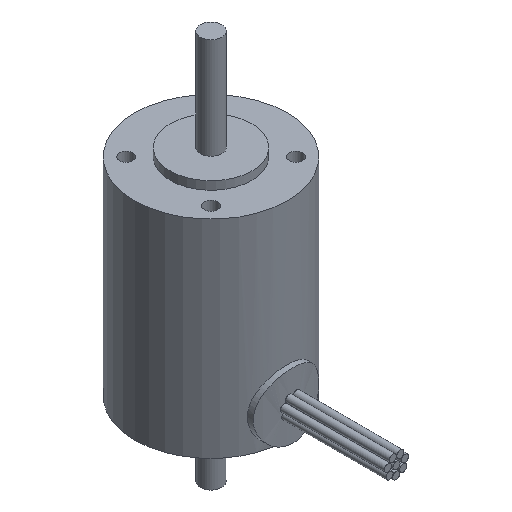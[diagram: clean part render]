
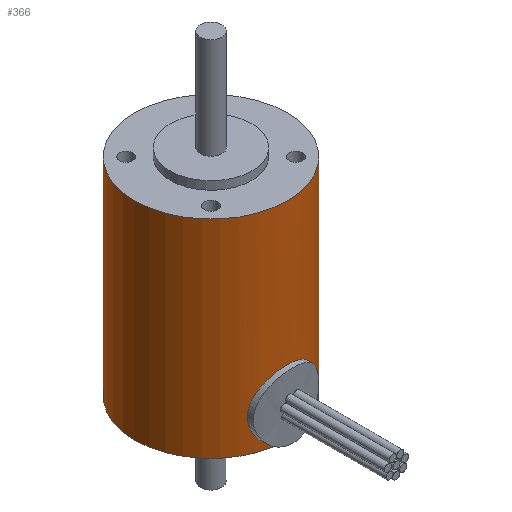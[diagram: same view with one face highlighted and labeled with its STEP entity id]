
A CAD part, isometric view. The second image highlights one B-rep face of the part: STEP entity #366.
In plain terms, the highlighted cylindrical face has radius 14 mm (diameter 28 mm), a full revolution.
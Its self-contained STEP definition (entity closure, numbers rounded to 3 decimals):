
#272=CARTESIAN_POINT('',(0.,0.,0.0));
#273=DIRECTION('',(0.,0.,1.0));
#274=DIRECTION('',(-1.0,0.0,0.0));
#275=AXIS2_PLACEMENT_3D('',#272,#273,#274);
#276=CYLINDRICAL_SURFACE('',#275,14.);
#277=CARTESIAN_POINT('',(14.,0.,0.));
#278=VERTEX_POINT('',#277);
#279=CARTESIAN_POINT('',(0.0,-14.,0.0));
#280=VERTEX_POINT('',#279);
#281=CARTESIAN_POINT('',(0.,0.,0.0));
#282=DIRECTION('',(0.0,0.0,-1.0));
#283=DIRECTION('',(-1.0,0.0,0.0));
#284=AXIS2_PLACEMENT_3D('',#281,#282,#283);
#285=CIRCLE('',#284,14.);
#286=EDGE_CURVE('',#278,#280,#285,.T.);
#287=ORIENTED_EDGE('',*,*,#286,.F.);
#288=CARTESIAN_POINT('',(0.,0.,0.0));
#289=DIRECTION('',(0.0,0.0,-1.0));
#290=DIRECTION('',(-1.0,0.0,0.0));
#291=AXIS2_PLACEMENT_3D('',#288,#289,#290);
#292=CIRCLE('',#291,14.);
#293=EDGE_CURVE('',#280,#278,#292,.T.);
#294=ORIENTED_EDGE('',*,*,#293,.F.);
#295=CARTESIAN_POINT('',(-6.,-12.649,6.));
#296=VERTEX_POINT('',#295);
#297=CARTESIAN_POINT('',(-6.,-12.649,6.));
#298=CARTESIAN_POINT('',(-6.,-12.649,5.235));
#299=CARTESIAN_POINT('',(-5.845,-12.726,4.428));
#300=CARTESIAN_POINT('',(-5.23,-12.991,2.953));
#301=CARTESIAN_POINT('',(-4.77,-13.174,2.285));
#302=CARTESIAN_POINT('',(-3.716,-13.509,1.23));
#303=CARTESIAN_POINT('',(-3.048,-13.685,0.77));
#304=CARTESIAN_POINT('',(-1.572,-13.932,0.155));
#305=CARTESIAN_POINT('',(-0.764,-14.,0.));
#306=CARTESIAN_POINT('',(0.,-14.,0.));
#307=B_SPLINE_CURVE_WITH_KNOTS('',3,(#297,#298,#299,#300,#301,#302,#303,#304,#305,#306),.UNSPECIFIED.,.F.,.U.,(4,2,2,2,4),(3.668,3.898,4.127,4.356,4.586),.UNSPECIFIED.);
#308=EDGE_CURVE('',#296,#280,#307,.T.);
#309=ORIENTED_EDGE('',*,*,#308,.F.);
#310=CARTESIAN_POINT('',(0.0,-14.,12.));
#311=VERTEX_POINT('',#310);
#312=CARTESIAN_POINT('',(0.,-14.0,12.));
#313=CARTESIAN_POINT('',(-0.764,-14.0,12.));
#314=CARTESIAN_POINT('',(-1.572,-13.932,11.845));
#315=CARTESIAN_POINT('',(-3.048,-13.685,11.23));
#316=CARTESIAN_POINT('',(-3.716,-13.509,10.77));
#317=CARTESIAN_POINT('',(-4.77,-13.174,9.715));
#318=CARTESIAN_POINT('',(-5.23,-12.991,9.047));
#319=CARTESIAN_POINT('',(-5.845,-12.726,7.572));
#320=CARTESIAN_POINT('',(-6.,-12.649,6.765));
#321=CARTESIAN_POINT('',(-6.,-12.649,6.));
#322=B_SPLINE_CURVE_WITH_KNOTS('',3,(#312,#313,#314,#315,#316,#317,#318,#319,#320,#321),.UNSPECIFIED.,.F.,.U.,(4,2,2,2,4),(2.751,2.98,3.21,3.439,3.668),.UNSPECIFIED.);
#323=EDGE_CURVE('',#311,#296,#322,.T.);
#324=ORIENTED_EDGE('',*,*,#323,.F.);
#325=CARTESIAN_POINT('',(6.,-12.649,6.));
#326=VERTEX_POINT('',#325);
#327=CARTESIAN_POINT('',(6.,-12.649,6.));
#328=CARTESIAN_POINT('',(6.,-12.649,6.765));
#329=CARTESIAN_POINT('',(5.845,-12.726,7.572));
#330=CARTESIAN_POINT('',(5.23,-12.991,9.047));
#331=CARTESIAN_POINT('',(4.77,-13.174,9.715));
#332=CARTESIAN_POINT('',(3.716,-13.509,10.77));
#333=CARTESIAN_POINT('',(3.048,-13.685,11.23));
#334=CARTESIAN_POINT('',(1.572,-13.932,11.845));
#335=CARTESIAN_POINT('',(0.764,-14.,12.));
#336=CARTESIAN_POINT('',(0.,-14.,12.));
#337=B_SPLINE_CURVE_WITH_KNOTS('',3,(#327,#328,#329,#330,#331,#332,#333,#334,#335,#336),.UNSPECIFIED.,.F.,.U.,(4,2,2,2,4),(3.668,3.898,4.127,4.356,4.586),.UNSPECIFIED.);
#338=EDGE_CURVE('',#326,#311,#337,.T.);
#339=ORIENTED_EDGE('',*,*,#338,.F.);
#340=CARTESIAN_POINT('',(0.,-14.,0.));
#341=CARTESIAN_POINT('',(0.764,-14.,0.));
#342=CARTESIAN_POINT('',(1.572,-13.932,0.155));
#343=CARTESIAN_POINT('',(3.048,-13.685,0.77));
#344=CARTESIAN_POINT('',(3.716,-13.509,1.23));
#345=CARTESIAN_POINT('',(4.77,-13.174,2.285));
#346=CARTESIAN_POINT('',(5.23,-12.991,2.953));
#347=CARTESIAN_POINT('',(5.845,-12.726,4.428));
#348=CARTESIAN_POINT('',(6.,-12.649,5.235));
#349=CARTESIAN_POINT('',(6.,-12.649,6.));
#350=B_SPLINE_CURVE_WITH_KNOTS('',3,(#340,#341,#342,#343,#344,#345,#346,#347,#348,#349),.UNSPECIFIED.,.F.,.U.,(4,2,2,2,4),(2.751,2.98,3.21,3.439,3.668),.UNSPECIFIED.);
#351=EDGE_CURVE('',#280,#326,#350,.T.);
#352=ORIENTED_EDGE('',*,*,#351,.F.);
#353=EDGE_LOOP('',(#287,#294,#309,#324,#339,#352));
#354=FACE_OUTER_BOUND('',#353,.T.);
#355=CARTESIAN_POINT('',(14.,0.,38.0));
#356=VERTEX_POINT('',#355);
#357=CARTESIAN_POINT('',(0.,0.,38.0));
#358=DIRECTION('',(0.0,0.0,-1.0));
#359=DIRECTION('',(-1.0,0.0,0.0));
#360=AXIS2_PLACEMENT_3D('',#357,#358,#359);
#361=CIRCLE('',#360,14.);
#362=EDGE_CURVE('',#356,#356,#361,.T.);
#363=ORIENTED_EDGE('',*,*,#362,.T.);
#364=EDGE_LOOP('',(#363));
#365=FACE_BOUND('',#364,.T.);
#366=ADVANCED_FACE('',(#354,#365),#276,.T.);
